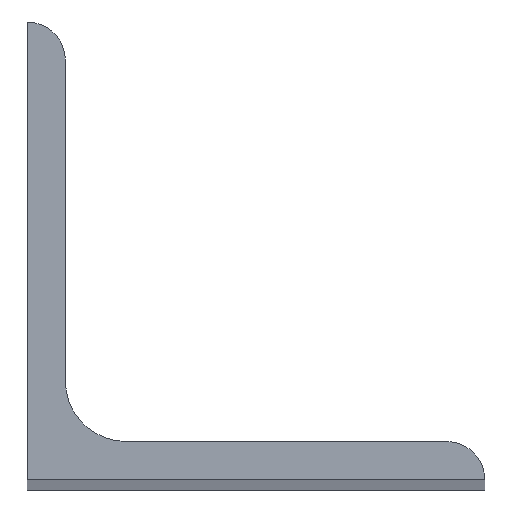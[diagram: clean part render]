
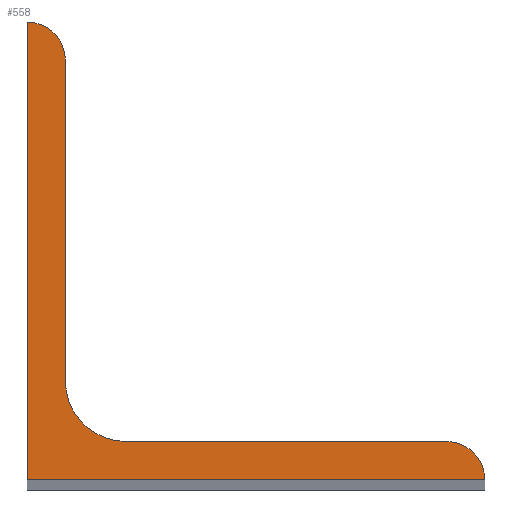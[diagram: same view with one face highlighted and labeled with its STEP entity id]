
A CAD part, top view. The second image highlights one B-rep face of the part: STEP entity #558.
In plain terms, the highlighted planar face has unit normal (0, 0, 1).
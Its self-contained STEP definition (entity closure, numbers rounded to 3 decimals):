
#24 = EDGE_CURVE ( 'NONE', #202, #604, #510, .T. ) ;
#34 = AXIS2_PLACEMENT_3D ( 'NONE', #746, #113, #224 ) ;
#37 = EDGE_CURVE ( 'NONE', #202, #593, #385, .T. ) ;
#56 = CARTESIAN_POINT ( 'NONE',  ( 13., 5., 387.5 ) ) ;
#82 = CARTESIAN_POINT ( 'NONE',  ( 5., 60., 387.5 ) ) ;
#85 = ORIENTED_EDGE ( 'NONE', *, *, #226, .T. ) ;
#96 = CARTESIAN_POINT ( 'NONE',  ( 60., 0., 387.5 ) ) ;
#113 = DIRECTION ( 'NONE',  ( 0., 0., -1. ) ) ;
#121 = CARTESIAN_POINT ( 'NONE',  ( 0., 0., 387.5 ) ) ;
#129 = FACE_OUTER_BOUND ( 'NONE', #619, .T. ) ;
#157 = CARTESIAN_POINT ( 'NONE',  ( 5., 55., 387.5 ) ) ;
#195 = DIRECTION ( 'NONE',  ( -1., 0., 0. ) ) ;
#202 = VERTEX_POINT ( 'NONE', #361 ) ;
#206 = ORIENTED_EDGE ( 'NONE', *, *, #24, .T. ) ;
#224 = DIRECTION ( 'NONE',  ( -1., 0., 0. ) ) ;
#226 = EDGE_CURVE ( 'NONE', #383, #741, #714, .T. ) ;
#249 = CARTESIAN_POINT ( 'NONE',  ( 13., 13., 387.5 ) ) ;
#257 = CARTESIAN_POINT ( 'NONE',  ( 13., 5., 387.5 ) ) ;
#285 = EDGE_CURVE ( 'NONE', #331, #593, #441, .T. ) ;
#286 = CARTESIAN_POINT ( 'NONE',  ( 55., 0., 387.5 ) ) ;
#299 = VECTOR ( 'NONE', #676, 1000. ) ;
#310 = AXIS2_PLACEMENT_3D ( 'NONE', #249, #364, #195 ) ;
#314 = ORIENTED_EDGE ( 'NONE', *, *, #483, .T. ) ;
#316 = ORIENTED_EDGE ( 'NONE', *, *, #647, .T. ) ;
#331 = VERTEX_POINT ( 'NONE', #121 ) ;
#347 = DIRECTION ( 'NONE',  ( 0., 0., -1. ) ) ;
#348 = ORIENTED_EDGE ( 'NONE', *, *, #455, .F. ) ;
#361 = CARTESIAN_POINT ( 'NONE',  ( 55., 5., 387.5 ) ) ;
#362 = CARTESIAN_POINT ( 'NONE',  ( 60., 0., 387.5 ) ) ;
#364 = DIRECTION ( 'NONE',  ( 0., 0., -1. ) ) ;
#383 = VERTEX_POINT ( 'NONE', #743 ) ;
#385 = CIRCLE ( 'NONE', #521, 5. ) ;
#412 = AXIS2_PLACEMENT_3D ( 'NONE', #597, #481, #486 ) ;
#441 = LINE ( 'NONE', #96, #644 ) ;
#445 = DIRECTION ( 'NONE',  ( 0., 1., 0. ) ) ;
#448 = CARTESIAN_POINT ( 'NONE',  ( 0., 60., 387.5 ) ) ;
#455 = EDGE_CURVE ( 'NONE', #602, #741, #523, .T. ) ;
#458 = DIRECTION ( 'NONE',  ( -1., 0., 0. ) ) ;
#481 = DIRECTION ( 'NONE',  ( 0., 0., 1. ) ) ;
#482 = ORIENTED_EDGE ( 'NONE', *, *, #37, .F. ) ;
#483 = EDGE_CURVE ( 'NONE', #604, #383, #583, .T. ) ;
#484 = DIRECTION ( 'NONE',  ( 1., 0., 0. ) ) ;
#486 = DIRECTION ( 'NONE',  ( -1., 0., 0. ) ) ;
#497 = LINE ( 'NONE', #448, #299 ) ;
#510 = LINE ( 'NONE', #56, #685 ) ;
#521 = AXIS2_PLACEMENT_3D ( 'NONE', #286, #347, #458 ) ;
#523 = CIRCLE ( 'NONE', #34, 5. ) ;
#558 = ADVANCED_FACE ( 'NONE', ( #129 ), #708, .T. ) ;
#574 = DIRECTION ( 'NONE',  ( -1., 0., 0. ) ) ;
#583 = CIRCLE ( 'NONE', #310, 8. ) ;
#585 = CARTESIAN_POINT ( 'NONE',  ( 0., 60., 387.5 ) ) ;
#593 = VERTEX_POINT ( 'NONE', #362 ) ;
#597 = CARTESIAN_POINT ( 'NONE',  ( 13., 13., 387.5 ) ) ;
#602 = VERTEX_POINT ( 'NONE', #585 ) ;
#604 = VERTEX_POINT ( 'NONE', #257 ) ;
#619 = EDGE_LOOP ( 'NONE', ( #316, #681, #482, #206, #314, #85, #348 ) ) ;
#634 = VECTOR ( 'NONE', #445, 1000. ) ;
#644 = VECTOR ( 'NONE', #484, 1000. ) ;
#647 = EDGE_CURVE ( 'NONE', #602, #331, #497, .T. ) ;
#676 = DIRECTION ( 'NONE',  ( 0., -1., 0. ) ) ;
#681 = ORIENTED_EDGE ( 'NONE', *, *, #285, .T. ) ;
#685 = VECTOR ( 'NONE', #574, 1000. ) ;
#708 = PLANE ( 'NONE',  #412 ) ;
#714 = LINE ( 'NONE', #82, #634 ) ;
#741 = VERTEX_POINT ( 'NONE', #157 ) ;
#743 = CARTESIAN_POINT ( 'NONE',  ( 5., 13., 387.5 ) ) ;
#746 = CARTESIAN_POINT ( 'NONE',  ( 0., 55., 387.5 ) ) ;
